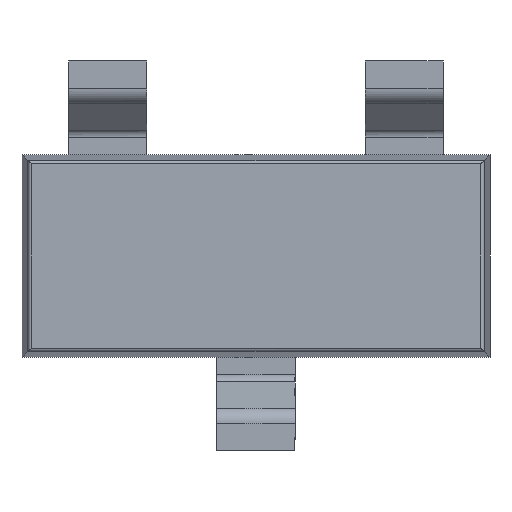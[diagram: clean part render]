
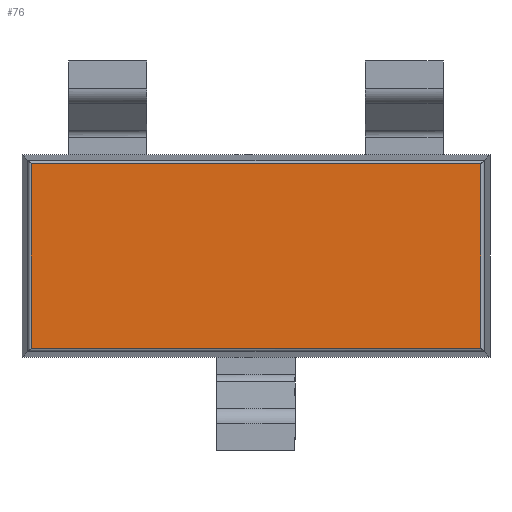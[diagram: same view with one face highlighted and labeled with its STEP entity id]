
A CAD part, front view. The second image highlights one B-rep face of the part: STEP entity #76.
In plain terms, the highlighted planar face has unit normal (0, -1, 0).
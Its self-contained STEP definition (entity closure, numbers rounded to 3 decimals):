
#76=ADVANCED_FACE('',(#136),#944,.T.);
#136=FACE_OUTER_BOUND('',#196,.T.);
#196=EDGE_LOOP('',(#283,#284,#285,#286));
#283=ORIENTED_EDGE('',*,*,#560,.F.);
#284=ORIENTED_EDGE('',*,*,#561,.F.);
#285=ORIENTED_EDGE('',*,*,#562,.F.);
#286=ORIENTED_EDGE('',*,*,#559,.F.);
#559=EDGE_CURVE('',#839,#840,#735,.T.);
#560=EDGE_CURVE('',#841,#839,#736,.T.);
#561=EDGE_CURVE('',#842,#841,#737,.T.);
#562=EDGE_CURVE('',#840,#842,#738,.T.);
#735=B_SPLINE_CURVE_WITH_KNOTS('',1,(#1263,#1264),.UNSPECIFIED.,.F.,.F.,
(2,2),(-1.185,0.),.UNSPECIFIED.);
#736=B_SPLINE_CURVE_WITH_KNOTS('',1,(#1265,#1266),.UNSPECIFIED.,.F.,.F.,
(2,2),(-2.885,0.),.UNSPECIFIED.);
#737=B_SPLINE_CURVE_WITH_KNOTS('',1,(#1267,#1268),.UNSPECIFIED.,.F.,.F.,
(2,2),(-1.185,0.),.UNSPECIFIED.);
#738=B_SPLINE_CURVE_WITH_KNOTS('',1,(#1269,#1270),.UNSPECIFIED.,.F.,.F.,
(2,2),(-2.885,0.),.UNSPECIFIED.);
#839=VERTEX_POINT('',#1211);
#840=VERTEX_POINT('',#1212);
#841=VERTEX_POINT('',#1213);
#842=VERTEX_POINT('',#1214);
#944=PLANE('',#1045);
#1045=AXIS2_PLACEMENT_3D('',#1186,#1114,$);
#1114=DIRECTION('',(0.,-1.,0.));
#1186=CARTESIAN_POINT('',(-1.731,-0.45,-0.711));
#1211=CARTESIAN_POINT('',(1.442,-0.45,0.592));
#1212=CARTESIAN_POINT('',(1.442,-0.45,-0.592));
#1213=CARTESIAN_POINT('',(-1.442,-0.45,0.592));
#1214=CARTESIAN_POINT('',(-1.442,-0.45,-0.592));
#1263=CARTESIAN_POINT('',(1.442,-0.45,0.592));
#1264=CARTESIAN_POINT('',(1.442,-0.45,-0.592));
#1265=CARTESIAN_POINT('',(-1.442,-0.45,0.592));
#1266=CARTESIAN_POINT('',(1.442,-0.45,0.592));
#1267=CARTESIAN_POINT('',(-1.442,-0.45,-0.592));
#1268=CARTESIAN_POINT('',(-1.442,-0.45,0.592));
#1269=CARTESIAN_POINT('',(1.442,-0.45,-0.592));
#1270=CARTESIAN_POINT('',(-1.442,-0.45,-0.592));
